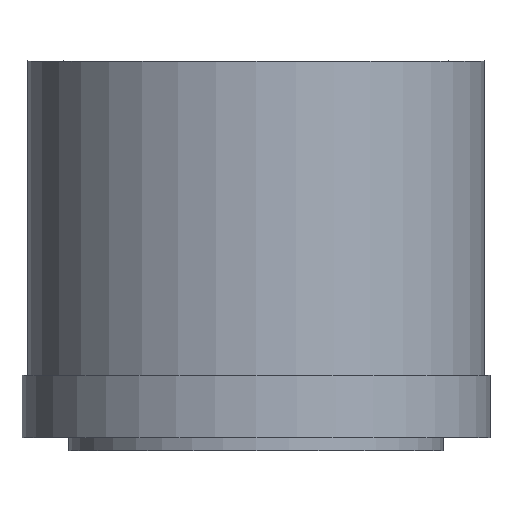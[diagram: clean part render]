
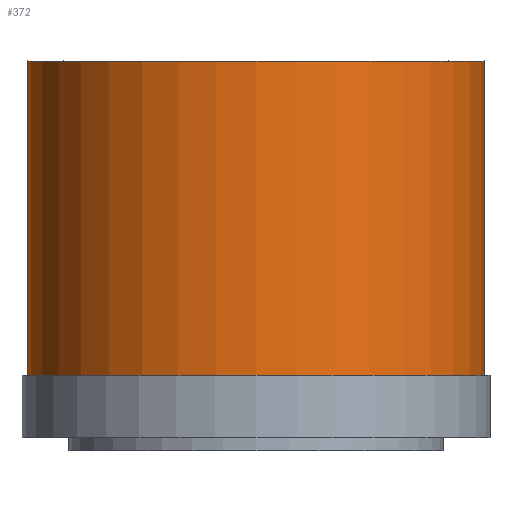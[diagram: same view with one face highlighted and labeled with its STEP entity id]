
A CAD part, front view. The second image highlights one B-rep face of the part: STEP entity #372.
In plain terms, the highlighted cylindrical face has radius 24.13 mm (diameter 48.26 mm), a partial arc.
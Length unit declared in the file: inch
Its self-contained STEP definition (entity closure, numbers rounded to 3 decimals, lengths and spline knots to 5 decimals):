
#9 = DIRECTION ( 'NONE',  ( 0., 0., 1. ) ) ;
#19 = LINE ( 'NONE', #217, #98 ) ;
#32 = LINE ( 'NONE', #428, #339 ) ;
#49 = DIRECTION ( 'NONE',  ( 1., 0., 0. ) ) ;
#60 = EDGE_CURVE ( 'NONE', #321, #297, #32, .T. ) ;
#79 = AXIS2_PLACEMENT_3D ( 'NONE', #326, #90, #332 ) ;
#90 = DIRECTION ( 'NONE',  ( 0., 0., 1. ) ) ;
#91 = EDGE_LOOP ( 'NONE', ( #313, #363, #242, #398 ) ) ;
#98 = VECTOR ( 'NONE', #9, 39.37008 ) ;
#109 = CARTESIAN_POINT ( 'NONE',  ( 0., 0., -0.4975 ) ) ;
#132 = CARTESIAN_POINT ( 'NONE',  ( 0.95, 0., 0.8125 ) ) ;
#181 = VERTEX_POINT ( 'NONE', #431 ) ;
#190 = CYLINDRICAL_SURFACE ( 'NONE', #396, 0.95 ) ;
#195 = CIRCLE ( 'NONE', #272, 0.95 ) ;
#207 = EDGE_CURVE ( 'NONE', #181, #321, #195, .T. ) ;
#209 = EDGE_CURVE ( 'NONE', #181, #325, #19, .T. ) ;
#213 = CIRCLE ( 'NONE', #79, 0.95 ) ;
#217 = CARTESIAN_POINT ( 'NONE',  ( -0.95, 0., 0.8125 ) ) ;
#242 = ORIENTED_EDGE ( 'NONE', *, *, #60, .T. ) ;
#245 = EDGE_CURVE ( 'NONE', #325, #297, #213, .T. ) ;
#246 = CARTESIAN_POINT ( 'NONE',  ( -0.95, 0., 0.8125 ) ) ;
#272 = AXIS2_PLACEMENT_3D ( 'NONE', #109, #355, #358 ) ;
#294 = DIRECTION ( 'NONE',  ( 0., 0., 1. ) ) ;
#297 = VERTEX_POINT ( 'NONE', #132 ) ;
#313 = ORIENTED_EDGE ( 'NONE', *, *, #209, .F. ) ;
#321 = VERTEX_POINT ( 'NONE', #340 ) ;
#325 = VERTEX_POINT ( 'NONE', #246 ) ;
#326 = CARTESIAN_POINT ( 'NONE',  ( 0., 0., 0.8125 ) ) ;
#332 = DIRECTION ( 'NONE',  ( 1., 0., 0. ) ) ;
#339 = VECTOR ( 'NONE', #389, 39.37008 ) ;
#340 = CARTESIAN_POINT ( 'NONE',  ( 0.95, 0., -0.4975 ) ) ;
#355 = DIRECTION ( 'NONE',  ( 0., 0., 1. ) ) ;
#358 = DIRECTION ( 'NONE',  ( 1., 0., 0. ) ) ;
#363 = ORIENTED_EDGE ( 'NONE', *, *, #207, .T. ) ;
#370 = CARTESIAN_POINT ( 'NONE',  ( 0., 0., 0.8125 ) ) ;
#372 = ADVANCED_FACE ( 'NONE', ( #455 ), #190, .T. ) ;
#389 = DIRECTION ( 'NONE',  ( 0., 0., 1. ) ) ;
#396 = AXIS2_PLACEMENT_3D ( 'NONE', #370, #294, #49 ) ;
#398 = ORIENTED_EDGE ( 'NONE', *, *, #245, .F. ) ;
#428 = CARTESIAN_POINT ( 'NONE',  ( 0.95, 0., 0.8125 ) ) ;
#431 = CARTESIAN_POINT ( 'NONE',  ( -0.95, 0., -0.4975 ) ) ;
#455 = FACE_OUTER_BOUND ( 'NONE', #91, .T. ) ;
